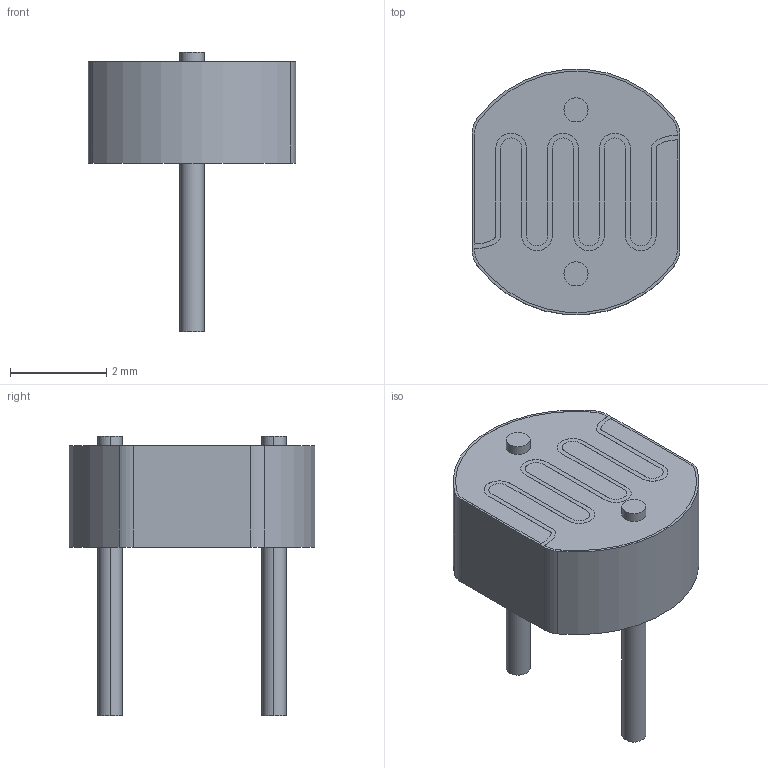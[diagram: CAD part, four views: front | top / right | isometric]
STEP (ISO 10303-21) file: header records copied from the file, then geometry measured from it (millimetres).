
FILE_DESCRIPTION (( 'STEP AP214' ), '1' );
FILE_NAME ('RES-TH_L5.1-W4.3-P3.40-D0.5.step', '2022-07-28T10:07:49', ( '' ), ( '' ), 'SwSTEP 2.0', 'SolidWorks 2020', '' );
FILE_SCHEMA (( 'AUTOMOTIVE_DESIGN' ));
Length unit declared in the file: millimetre
Products named in the file (1): RES-TH_L5.1-W4.3-P3.40-D0.5
Bounding box: 4.3 x 5.08 x 5.8 mm (x, y, z)
Volume: 41.2 mm3; surface area: 82.5 mm2
Topology: 1 solids, 1 shells, 288 faces, 783 edges, 522 vertices
Faces by surface type: plane 154, bspline 102, cylinder 32
Entity records: 12667 total; most frequent: CARTESIAN_POINT 2952, ORIENTED_EDGE 1566, DIRECTION 1013, EDGE_CURVE 783, VERTEX_POINT 522, LINE 511, VECTOR 511, EDGE_LOOP 313
